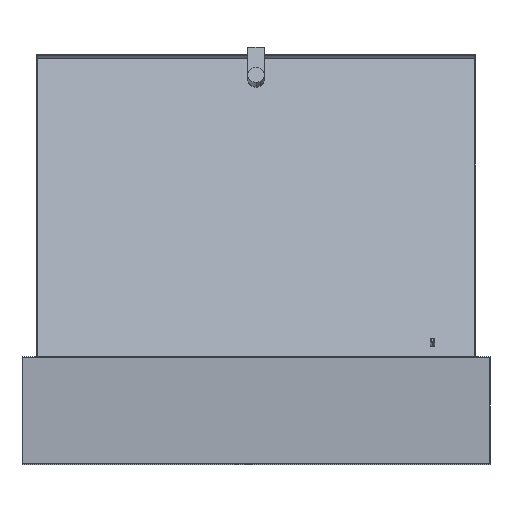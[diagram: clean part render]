
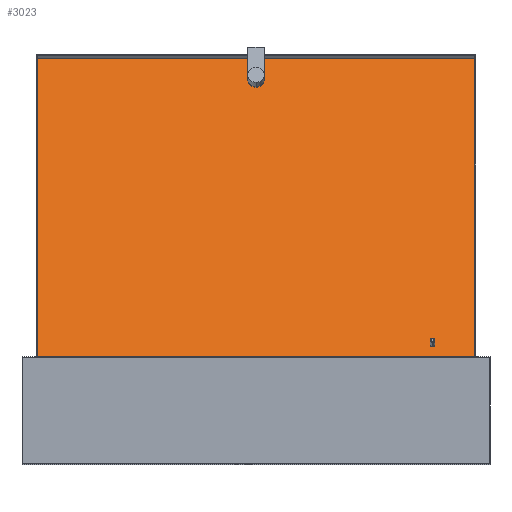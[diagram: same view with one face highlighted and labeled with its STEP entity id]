
A CAD part, left-side view. The second image highlights one B-rep face of the part: STEP entity #3023.
In plain terms, the highlighted face is planar.
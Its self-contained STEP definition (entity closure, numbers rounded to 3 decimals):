
#29 = CARTESIAN_POINT ( 'NONE',  ( 228.5, 0., -1. ) ) ;
#34 = DIRECTION ( 'NONE',  ( 0., -1., 0. ) ) ;
#87 = CARTESIAN_POINT ( 'NONE',  ( -228.5, -304., -1. ) ) ;
#160 = DIRECTION ( 'NONE',  ( 0., 0., 1. ) ) ;
#223 = VERTEX_POINT ( 'NONE', #2092 ) ;
#247 = FACE_OUTER_BOUND ( 'NONE', #1915, .T. ) ;
#267 = EDGE_CURVE ( 'NONE', #3577, #4075, #4984, .T. ) ;
#289 = DIRECTION ( 'NONE',  ( 1., 0., 0. ) ) ;
#422 = AXIS2_PLACEMENT_3D ( 'NONE', #1475, #802, #289 ) ;
#490 = EDGE_LOOP ( 'NONE', ( #2659, #4353 ) ) ;
#676 = FACE_BOUND ( 'NONE', #490, .T. ) ;
#770 = EDGE_CURVE ( 'NONE', #4669, #223, #4853, .T. ) ;
#796 = ORIENTED_EDGE ( 'NONE', *, *, #2703, .F. ) ;
#802 = DIRECTION ( 'NONE',  ( 0., 0., -1. ) ) ;
#875 = DIRECTION ( 'NONE',  ( 0., 0., 1. ) ) ;
#1038 = AXIS2_PLACEMENT_3D ( 'NONE', #4908, #2171, #3897 ) ;
#1058 = CARTESIAN_POINT ( 'NONE',  ( -228.5, 0., -1. ) ) ;
#1081 = DIRECTION ( 'NONE',  ( 1., 0., 0. ) ) ;
#1093 = DIRECTION ( 'NONE',  ( 1., 0., 0. ) ) ;
#1113 = VERTEX_POINT ( 'NONE', #5021 ) ;
#1225 = CARTESIAN_POINT ( 'NONE',  ( 191.5, -245., -1. ) ) ;
#1378 = CARTESIAN_POINT ( 'NONE',  ( 0., 304., -1. ) ) ;
#1446 = EDGE_CURVE ( 'NONE', #4075, #3577, #4165, .T. ) ;
#1475 = CARTESIAN_POINT ( 'NONE',  ( 194.5, -245., -1. ) ) ;
#1915 = EDGE_LOOP ( 'NONE', ( #796, #4300, #4733, #3951 ) ) ;
#1985 = CIRCLE ( 'NONE', #422, 3. ) ;
#1989 = LINE ( 'NONE', #1378, #3450 ) ;
#2092 = CARTESIAN_POINT ( 'NONE',  ( 197.5, -245., -1. ) ) ;
#2104 = CARTESIAN_POINT ( 'NONE',  ( 0., 0., -1. ) ) ;
#2171 = DIRECTION ( 'NONE',  ( 0., 0., -1. ) ) ;
#2236 = LINE ( 'NONE', #1058, #5084 ) ;
#2461 = DIRECTION ( 'NONE',  ( 0., 1., 0. ) ) ;
#2528 = VERTEX_POINT ( 'NONE', #4194 ) ;
#2549 = LINE ( 'NONE', #29, #4868 ) ;
#2659 = ORIENTED_EDGE ( 'NONE', *, *, #267, .T. ) ;
#2703 = EDGE_CURVE ( 'NONE', #2528, #4295, #2236, .T. ) ;
#2921 = CARTESIAN_POINT ( 'NONE',  ( -198.5, 0., -1. ) ) ;
#2983 = VECTOR ( 'NONE', #3009, 1000. ) ;
#3009 = DIRECTION ( 'NONE',  ( 1., 0., 0. ) ) ;
#3023 = ADVANCED_FACE ( 'NONE', ( #676, #247, #4002 ), #3653, .F. ) ;
#3052 = AXIS2_PLACEMENT_3D ( 'NONE', #2921, #875, #4955 ) ;
#3251 = VERTEX_POINT ( 'NONE', #4339 ) ;
#3371 = CARTESIAN_POINT ( 'NONE',  ( -198.5, 0., -1. ) ) ;
#3400 = ORIENTED_EDGE ( 'NONE', *, *, #5090, .F. ) ;
#3450 = VECTOR ( 'NONE', #4124, 1000. ) ;
#3562 = CARTESIAN_POINT ( 'NONE',  ( -210., 0., -1. ) ) ;
#3577 = VERTEX_POINT ( 'NONE', #4462 ) ;
#3653 = PLANE ( 'NONE',  #4657 ) ;
#3684 = EDGE_CURVE ( 'NONE', #3251, #1113, #2549, .T. ) ;
#3732 = EDGE_CURVE ( 'NONE', #4295, #3251, #4630, .T. ) ;
#3897 = DIRECTION ( 'NONE',  ( 1., 0., 0. ) ) ;
#3951 = ORIENTED_EDGE ( 'NONE', *, *, #3732, .F. ) ;
#3986 = AXIS2_PLACEMENT_3D ( 'NONE', #3371, #4836, #1081 ) ;
#4002 = FACE_BOUND ( 'NONE', #5242, .T. ) ;
#4075 = VERTEX_POINT ( 'NONE', #3562 ) ;
#4124 = DIRECTION ( 'NONE',  ( -1., 0., 0. ) ) ;
#4165 = CIRCLE ( 'NONE', #3052, 11.5 ) ;
#4194 = CARTESIAN_POINT ( 'NONE',  ( -228.5, 304., -1. ) ) ;
#4295 = VERTEX_POINT ( 'NONE', #87 ) ;
#4300 = ORIENTED_EDGE ( 'NONE', *, *, #4508, .F. ) ;
#4339 = CARTESIAN_POINT ( 'NONE',  ( 228.5, -304., -1. ) ) ;
#4353 = ORIENTED_EDGE ( 'NONE', *, *, #1446, .T. ) ;
#4462 = CARTESIAN_POINT ( 'NONE',  ( -187., 0., -1. ) ) ;
#4508 = EDGE_CURVE ( 'NONE', #1113, #2528, #1989, .T. ) ;
#4542 = CARTESIAN_POINT ( 'NONE',  ( 0., -304., -1. ) ) ;
#4630 = LINE ( 'NONE', #4542, #2983 ) ;
#4657 = AXIS2_PLACEMENT_3D ( 'NONE', #2104, #160, #1093 ) ;
#4669 = VERTEX_POINT ( 'NONE', #1225 ) ;
#4733 = ORIENTED_EDGE ( 'NONE', *, *, #3684, .F. ) ;
#4836 = DIRECTION ( 'NONE',  ( 0., 0., 1. ) ) ;
#4853 = CIRCLE ( 'NONE', #1038, 3. ) ;
#4868 = VECTOR ( 'NONE', #2461, 1000. ) ;
#4908 = CARTESIAN_POINT ( 'NONE',  ( 194.5, -245., -1. ) ) ;
#4955 = DIRECTION ( 'NONE',  ( 1., 0., 0. ) ) ;
#4984 = CIRCLE ( 'NONE', #3986, 11.5 ) ;
#5021 = CARTESIAN_POINT ( 'NONE',  ( 228.5, 304., -1. ) ) ;
#5084 = VECTOR ( 'NONE', #34, 1000. ) ;
#5090 = EDGE_CURVE ( 'NONE', #223, #4669, #1985, .T. ) ;
#5194 = ORIENTED_EDGE ( 'NONE', *, *, #770, .F. ) ;
#5242 = EDGE_LOOP ( 'NONE', ( #3400, #5194 ) ) ;
